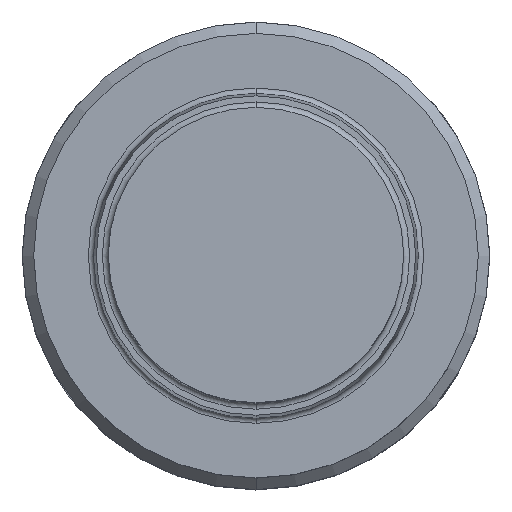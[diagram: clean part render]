
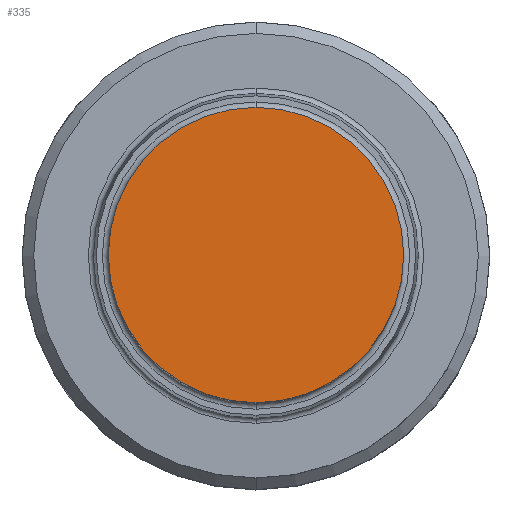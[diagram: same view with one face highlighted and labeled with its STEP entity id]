
A CAD part, top view. The second image highlights one B-rep face of the part: STEP entity #335.
In plain terms, the highlighted face is planar.
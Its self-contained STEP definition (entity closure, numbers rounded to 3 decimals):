
#34=CARTESIAN_POINT('',(0.,0.,-11.74));
#35=DIRECTION('',(0.,0.,1.));
#36=DIRECTION('',(0.,1.,0.));
#37=AXIS2_PLACEMENT_3D('',#34,#35,#36);
#42=CARTESIAN_POINT('',(0.,0.,-11.74));
#43=DIRECTION('',(0.,0.,-1.));
#44=DIRECTION('',(0.,1.,0.));
#45=AXIS2_PLACEMENT_3D('',#42,#43,#44);
#284=CARTESIAN_POINT('',(0.,5.05,-11.74));
#286=VERTEX_POINT('',#284);
#304=CARTESIAN_POINT('',(0.,-5.05,-11.74));
#306=VERTEX_POINT('',#304);
#324=CARTESIAN_POINT('',(0.,0.,-11.74));
#325=DIRECTION('',(0.,0.,-1.));
#326=DIRECTION('',(0.,-1.,0.));
#327=AXIS2_PLACEMENT_3D('',#324,#325,#326);
#328=PLANE('',#327);
#330=ORIENTED_EDGE('',*,*,#329,.T.);
#332=ORIENTED_EDGE('',*,*,#331,.F.);
#333=EDGE_LOOP('',(#330,#332));
#334=FACE_OUTER_BOUND('',#333,.F.);
#335=ADVANCED_FACE('',(#334),#328,.T.);
#38=CIRCLE('',#37,5.05);
#46=CIRCLE('',#45,5.05);
#329=EDGE_CURVE('',#286,#306,#38,.T.);
#331=EDGE_CURVE('',#286,#306,#46,.T.);
